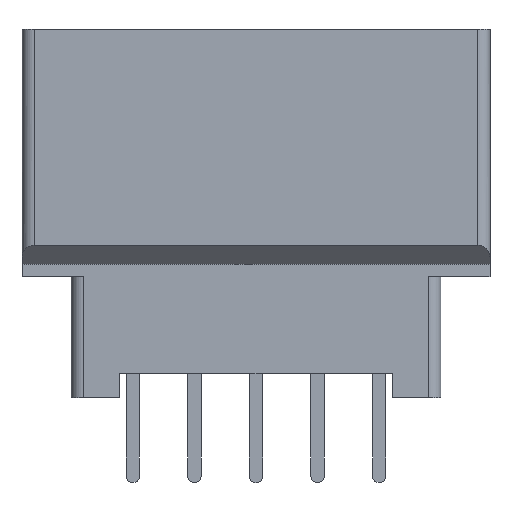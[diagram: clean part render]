
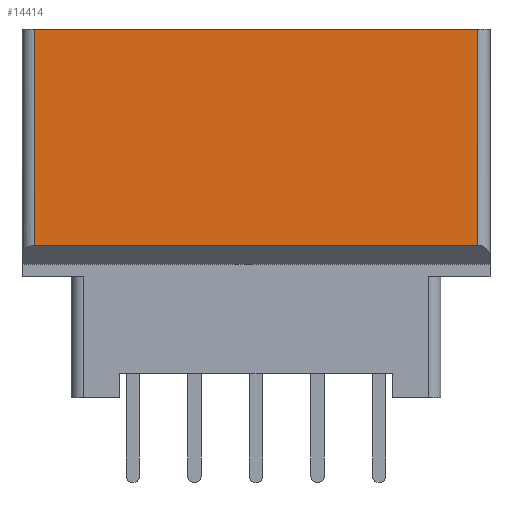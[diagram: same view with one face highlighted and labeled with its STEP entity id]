
A CAD part, front view. The second image highlights one B-rep face of the part: STEP entity #14414.
In plain terms, the highlighted planar face has unit normal (0, -1, 0).
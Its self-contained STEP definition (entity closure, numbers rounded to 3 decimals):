
#2031 = PLANE ( 'NONE',  #22834 ) ;
#3562 = LINE ( 'NONE', #21043, #11747 ) ;
#6919 = DIRECTION ( 'NONE',  ( 0., 0., 1. ) ) ;
#7923 = ORIENTED_EDGE ( 'NONE', *, *, #21974, .T. ) ;
#7962 = LINE ( 'NONE', #18986, #9182 ) ;
#8654 = VECTOR ( 'NONE', #6919, 1000. ) ;
#8921 = VERTEX_POINT ( 'NONE', #11874 ) ;
#9182 = VECTOR ( 'NONE', #16544, 1000. ) ;
#10143 = DIRECTION ( 'NONE',  ( 1., 0., 0. ) ) ;
#11747 = VECTOR ( 'NONE', #10143, 1000. ) ;
#11874 = CARTESIAN_POINT ( 'NONE',  ( -9.15, -4.6, 15.3 ) ) ;
#13048 = FACE_OUTER_BOUND ( 'NONE', #17176, .T. ) ;
#14414 = ADVANCED_FACE ( 'NONE', ( #13048 ), #2031, .F. ) ;
#14872 = VERTEX_POINT ( 'NONE', #27894 ) ;
#14909 = LINE ( 'NONE', #16795, #23620 ) ;
#14931 = VERTEX_POINT ( 'NONE', #21314 ) ;
#15457 = ORIENTED_EDGE ( 'NONE', *, *, #20438, .F. ) ;
#15765 = LINE ( 'NONE', #17801, #8654 ) ;
#16544 = DIRECTION ( 'NONE',  ( 1., 0., 0. ) ) ;
#16795 = CARTESIAN_POINT ( 'NONE',  ( -9.15, -4.6, 51.881 ) ) ;
#17176 = EDGE_LOOP ( 'NONE', ( #25836, #7923, #15457, #17531 ) ) ;
#17208 = DIRECTION ( 'NONE',  ( 1., 0., 0. ) ) ;
#17531 = ORIENTED_EDGE ( 'NONE', *, *, #24244, .T. ) ;
#17801 = CARTESIAN_POINT ( 'NONE',  ( 9.15, -4.6, 51.881 ) ) ;
#18986 = CARTESIAN_POINT ( 'NONE',  ( 9.65, -4.6, 15.3 ) ) ;
#19513 = DIRECTION ( 'NONE',  ( 0., 0., -1. ) ) ;
#20438 = EDGE_CURVE ( 'NONE', #8921, #14872, #7962, .T. ) ;
#21043 = CARTESIAN_POINT ( 'NONE',  ( 9.65, -4.6, 6.39 ) ) ;
#21314 = CARTESIAN_POINT ( 'NONE',  ( 9.15, -4.6, 6.39 ) ) ;
#21457 = CARTESIAN_POINT ( 'NONE',  ( -9.15, -4.6, 6.39 ) ) ;
#21522 = CARTESIAN_POINT ( 'NONE',  ( 9.65, -4.6, 51.881 ) ) ;
#21653 = DIRECTION ( 'NONE',  ( 0., 1., 0. ) ) ;
#21974 = EDGE_CURVE ( 'NONE', #14931, #14872, #15765, .T. ) ;
#22834 = AXIS2_PLACEMENT_3D ( 'NONE', #21522, #21653, #17208 ) ;
#23620 = VECTOR ( 'NONE', #19513, 1000. ) ;
#24244 = EDGE_CURVE ( 'NONE', #8921, #26295, #14909, .T. ) ;
#25031 = EDGE_CURVE ( 'NONE', #26295, #14931, #3562, .T. ) ;
#25836 = ORIENTED_EDGE ( 'NONE', *, *, #25031, .T. ) ;
#26295 = VERTEX_POINT ( 'NONE', #21457 ) ;
#27894 = CARTESIAN_POINT ( 'NONE',  ( 9.15, -4.6, 15.3 ) ) ;
